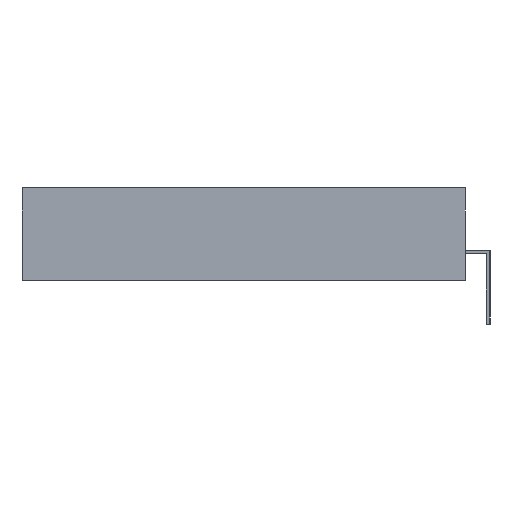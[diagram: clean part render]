
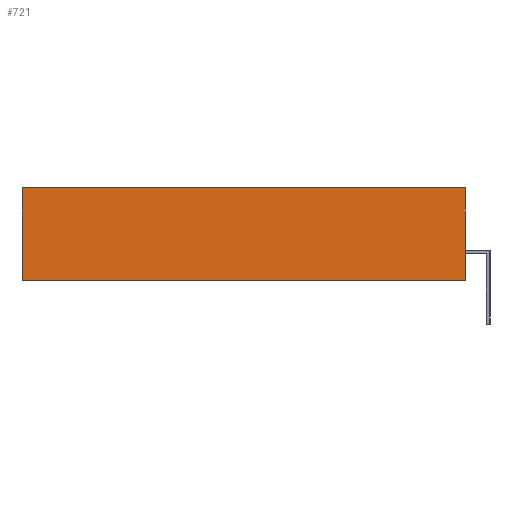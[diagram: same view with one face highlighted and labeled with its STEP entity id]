
A CAD part, left-side view. The second image highlights one B-rep face of the part: STEP entity #721.
In plain terms, the highlighted planar face has unit normal (-1, 0, 0).
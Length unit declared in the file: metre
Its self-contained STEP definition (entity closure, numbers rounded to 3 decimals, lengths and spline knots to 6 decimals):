
#364=ORIENTED_EDGE('',*,*,#447,.T.);
#365=ORIENTED_EDGE('',*,*,#448,.F.);
#366=ORIENTED_EDGE('',*,*,#437,.F.);
#367=ORIENTED_EDGE('',*,*,#445,.T.);
#437=EDGE_CURVE('',#484,#486,#537,.T.);
#445=EDGE_CURVE('',#484,#492,#545,.T.);
#447=EDGE_CURVE('',#492,#494,#547,.T.);
#448=EDGE_CURVE('',#486,#494,#548,.T.);
#484=VERTEX_POINT('',#1198);
#486=VERTEX_POINT('',#1201);
#492=VERTEX_POINT('',#1215);
#494=VERTEX_POINT('',#1221);
#537=LINE('',#1200,#597);
#545=LINE('',#1217,#605);
#547=LINE('',#1220,#607);
#548=LINE('',#1222,#608);
#597=VECTOR('',#954,1.);
#605=VECTOR('',#964,1.);
#607=VECTOR('',#968,1.);
#608=VECTOR('',#969,1.);
#639=EDGE_LOOP('',(#364,#365,#366,#367));
#667=FACE_BOUND('',#639,.T.);
#694=PLANE('',#796);
#721=ADVANCED_FACE('',(#667),#694,.F.);
#796=AXIS2_PLACEMENT_3D('',#1219,#966,#967);
#954=DIRECTION('',(0.,-1.,0.));
#964=DIRECTION('',(0.,0.,-1.));
#966=DIRECTION('',(1.,0.,0.));
#967=DIRECTION('',(0.,0.,-1.));
#968=DIRECTION('',(0.,-1.,0.));
#969=DIRECTION('',(0.,0.,-1.));
#1198=CARTESIAN_POINT('',(-0.075,0.024,0.01));
#1200=CARTESIAN_POINT('',(-0.075,0.,0.01));
#1201=CARTESIAN_POINT('',(-0.075,-0.024,0.01));
#1215=CARTESIAN_POINT('',(-0.075,0.024,0.));
#1217=CARTESIAN_POINT('',(-0.075,0.024,0.01));
#1219=CARTESIAN_POINT('',(-0.075,0.,0.01));
#1220=CARTESIAN_POINT('',(-0.075,0.,0.));
#1221=CARTESIAN_POINT('',(-0.075,-0.024,0.));
#1222=CARTESIAN_POINT('',(-0.075,-0.024,0.01));
